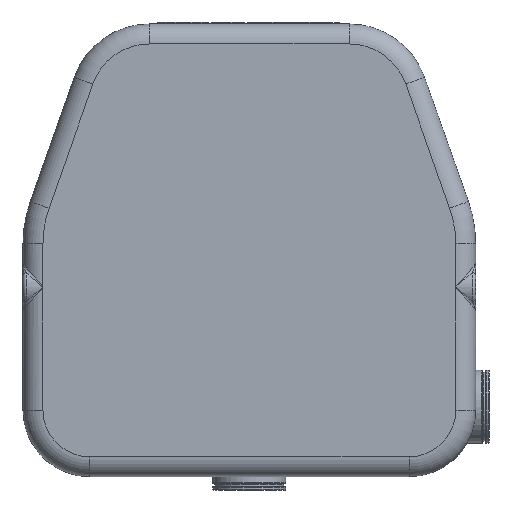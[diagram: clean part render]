
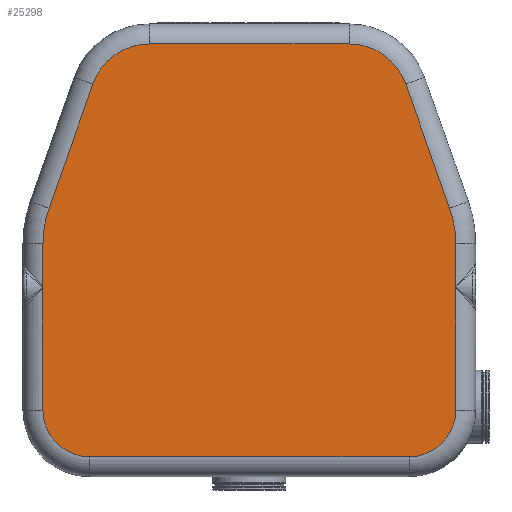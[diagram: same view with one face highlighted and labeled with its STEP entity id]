
A CAD part, front view. The second image highlights one B-rep face of the part: STEP entity #25298.
In plain terms, the highlighted planar face has unit normal (0, -1, 0).
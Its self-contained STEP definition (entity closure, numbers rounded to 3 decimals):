
#694 = CARTESIAN_POINT ( 'NONE',  ( -240., 0., -580. ) ) ;
#2558 = EDGE_CURVE ( 'NONE', #41973, #24883, #32403, .T. ) ;
#5057 = EDGE_CURVE ( 'NONE', #83192, #62547, #38115, .T. ) ;
#5307 = DIRECTION ( 'NONE',  ( 0., 0., 1. ) ) ;
#5428 = DIRECTION ( 'NONE',  ( 0., 0., -1. ) ) ;
#6267 = DIRECTION ( 'NONE',  ( 1., 0., 0. ) ) ;
#6436 = ORIENTED_EDGE ( 'NONE', *, *, #29201, .T. ) ;
#6581 = CARTESIAN_POINT ( 'NONE',  ( -310., 0., -330. ) ) ;
#8688 = AXIS2_PLACEMENT_3D ( 'NONE', #32066, #45481, #32919 ) ;
#10148 = VECTOR ( 'NONE', #6267, 1000. ) ;
#11666 = CARTESIAN_POINT ( 'NONE',  ( 240., 0., -580. ) ) ;
#11975 = CIRCLE ( 'NONE', #17584, 70. ) ;
#12094 = FACE_OUTER_BOUND ( 'NONE', #75512, .T. ) ;
#12193 = CARTESIAN_POINT ( 'NONE',  ( -310., 0., -580. ) ) ;
#12513 = ORIENTED_EDGE ( 'NONE', *, *, #36534, .T. ) ;
#12807 = CARTESIAN_POINT ( 'NONE',  ( 310., 0., -395. ) ) ;
#13122 = VECTOR ( 'NONE', #85301, 1000. ) ;
#13207 = VECTOR ( 'NONE', #5307, 1000. ) ;
#13779 = DIRECTION ( 'NONE',  ( 0., -1., 0. ) ) ;
#13818 = DIRECTION ( 'NONE',  ( 0., -1., 0. ) ) ;
#14266 = DIRECTION ( 'NONE',  ( 0., 0., 1. ) ) ;
#15001 = AXIS2_PLACEMENT_3D ( 'NONE', #694, #53532, #61326 ) ;
#15038 = VERTEX_POINT ( 'NONE', #79621 ) ;
#15370 = VERTEX_POINT ( 'NONE', #58272 ) ;
#16813 = EDGE_CURVE ( 'NONE', #15370, #41973, #43230, .T. ) ;
#17049 = CARTESIAN_POINT ( 'NONE',  ( 150., 0., -120. ) ) ;
#17463 = CARTESIAN_POINT ( 'NONE',  ( -310., 0., -395. ) ) ;
#17584 = AXIS2_PLACEMENT_3D ( 'NONE', #23841, #13818, #66259 ) ;
#17814 = AXIS2_PLACEMENT_3D ( 'NONE', #48387, #13779, #53621 ) ;
#19177 = ORIENTED_EDGE ( 'NONE', *, *, #5057, .T. ) ;
#19326 = ORIENTED_EDGE ( 'NONE', *, *, #52474, .T. ) ;
#19667 = AXIS2_PLACEMENT_3D ( 'NONE', #11666, #77090, #64531 ) ;
#20399 = CARTESIAN_POINT ( 'NONE',  ( 310., 0., -580. ) ) ;
#23703 = VECTOR ( 'NONE', #14266, 1000. ) ;
#23841 = CARTESIAN_POINT ( 'NONE',  ( 240., 0., -580. ) ) ;
#24883 = VERTEX_POINT ( 'NONE', #82638 ) ;
#25215 = CARTESIAN_POINT ( 'NONE',  ( 150., 0., -30. ) ) ;
#25298 = ADVANCED_FACE ( 'NONE', ( #12094 ), #50639, .T. ) ;
#26318 = VECTOR ( 'NONE', #38541, 1000. ) ;
#26350 = VERTEX_POINT ( 'NONE', #28694 ) ;
#28165 = CIRCLE ( 'NONE', #37813, 160. ) ;
#28517 = LINE ( 'NONE', #81827, #23703 ) ;
#28694 = CARTESIAN_POINT ( 'NONE',  ( -300.849, 0., -276.667 ) ) ;
#29201 = EDGE_CURVE ( 'NONE', #52670, #35591, #28517, .T. ) ;
#29911 = EDGE_CURVE ( 'NONE', #62547, #70855, #81479, .T. ) ;
#30205 = CIRCLE ( 'NONE', #15001, 70. ) ;
#30489 = CARTESIAN_POINT ( 'NONE',  ( -310., 0., -580. ) ) ;
#31402 = DIRECTION ( 'NONE',  ( 0., -1., 0. ) ) ;
#31406 = DIRECTION ( 'NONE',  ( -0.333, 0., -0.943 ) ) ;
#32066 = CARTESIAN_POINT ( 'NONE',  ( 150., 0., -330. ) ) ;
#32403 = LINE ( 'NONE', #39746, #13122 ) ;
#32620 = CARTESIAN_POINT ( 'NONE',  ( 300.849, 0., -276.667 ) ) ;
#32919 = DIRECTION ( 'NONE',  ( 0., 0., -1. ) ) ;
#34739 = EDGE_CURVE ( 'NONE', #24883, #83192, #49533, .T. ) ;
#35591 = VERTEX_POINT ( 'NONE', #12807 ) ;
#36534 = EDGE_CURVE ( 'NONE', #54577, #39501, #36990, .T. ) ;
#36990 = LINE ( 'NONE', #30489, #39995 ) ;
#37813 = AXIS2_PLACEMENT_3D ( 'NONE', #64781, #31402, #5428 ) ;
#38115 = LINE ( 'NONE', #81614, #26318 ) ;
#38175 = LINE ( 'NONE', #12193, #82875 ) ;
#38541 = DIRECTION ( 'NONE',  ( -1., 0., 0. ) ) ;
#39167 = CARTESIAN_POINT ( 'NONE',  ( 240., 0., -650. ) ) ;
#39501 = VERTEX_POINT ( 'NONE', #17463 ) ;
#39746 = CARTESIAN_POINT ( 'NONE',  ( 234.853, 0., -90. ) ) ;
#39936 = ORIENTED_EDGE ( 'NONE', *, *, #78736, .T. ) ;
#39995 = VECTOR ( 'NONE', #56947, 1000. ) ;
#41973 = VERTEX_POINT ( 'NONE', #32620 ) ;
#43230 = CIRCLE ( 'NONE', #8688, 160. ) ;
#43570 = ORIENTED_EDGE ( 'NONE', *, *, #16813, .T. ) ;
#45481 = DIRECTION ( 'NONE',  ( 0., -1., 0. ) ) ;
#46895 = ORIENTED_EDGE ( 'NONE', *, *, #71979, .T. ) ;
#48387 = CARTESIAN_POINT ( 'NONE',  ( -150., 0., -120. ) ) ;
#49533 = CIRCLE ( 'NONE', #81410, 90. ) ;
#50044 = ORIENTED_EDGE ( 'NONE', *, *, #34739, .T. ) ;
#50639 = PLANE ( 'NONE',  #19667 ) ;
#51764 = CARTESIAN_POINT ( 'NONE',  ( -300.849, 0., -276.667 ) ) ;
#52141 = CARTESIAN_POINT ( 'NONE',  ( 240., 0., -650. ) ) ;
#52474 = EDGE_CURVE ( 'NONE', #39501, #77178, #38175, .T. ) ;
#52670 = VERTEX_POINT ( 'NONE', #20399 ) ;
#52963 = EDGE_CURVE ( 'NONE', #77178, #15038, #30205, .T. ) ;
#53163 = ORIENTED_EDGE ( 'NONE', *, *, #29911, .T. ) ;
#53532 = DIRECTION ( 'NONE',  ( 0., -1., 0. ) ) ;
#53621 = DIRECTION ( 'NONE',  ( 0., 0., -1. ) ) ;
#54577 = VERTEX_POINT ( 'NONE', #6581 ) ;
#54930 = EDGE_CURVE ( 'NONE', #15038, #82741, #71285, .T. ) ;
#55131 = ORIENTED_EDGE ( 'NONE', *, *, #67064, .T. ) ;
#56947 = DIRECTION ( 'NONE',  ( 0., 0., -1. ) ) ;
#57212 = VECTOR ( 'NONE', #31406, 1000. ) ;
#58272 = CARTESIAN_POINT ( 'NONE',  ( 310., 0., -330. ) ) ;
#58996 = DIRECTION ( 'NONE',  ( 0., 0., -1. ) ) ;
#59515 = ORIENTED_EDGE ( 'NONE', *, *, #2558, .T. ) ;
#61326 = DIRECTION ( 'NONE',  ( 0., 0., -1. ) ) ;
#62547 = VERTEX_POINT ( 'NONE', #63583 ) ;
#62988 = DIRECTION ( 'NONE',  ( 0., 0., -1. ) ) ;
#63583 = CARTESIAN_POINT ( 'NONE',  ( -150., 0., -30. ) ) ;
#64531 = DIRECTION ( 'NONE',  ( 0., 0., -1. ) ) ;
#64781 = CARTESIAN_POINT ( 'NONE',  ( -150., 0., -330. ) ) ;
#66259 = DIRECTION ( 'NONE',  ( 0., 0., -1. ) ) ;
#67064 = EDGE_CURVE ( 'NONE', #70855, #26350, #84730, .T. ) ;
#69302 = CARTESIAN_POINT ( 'NONE',  ( -310., 0., -580. ) ) ;
#69434 = EDGE_CURVE ( 'NONE', #26350, #54577, #28165, .T. ) ;
#70855 = VERTEX_POINT ( 'NONE', #72283 ) ;
#71285 = LINE ( 'NONE', #39167, #10148 ) ;
#71979 = EDGE_CURVE ( 'NONE', #35591, #15370, #77665, .T. ) ;
#72283 = CARTESIAN_POINT ( 'NONE',  ( -234.853, 0., -90. ) ) ;
#72396 = ORIENTED_EDGE ( 'NONE', *, *, #52963, .T. ) ;
#72455 = CARTESIAN_POINT ( 'NONE',  ( 310., 0., -330. ) ) ;
#75512 = EDGE_LOOP ( 'NONE', ( #12513, #19326, #72396, #81533, #39936, #6436, #46895, #43570, #59515, #50044, #19177, #53163, #55131, #77495 ) ) ;
#77090 = DIRECTION ( 'NONE',  ( 0., -1., 0. ) ) ;
#77178 = VERTEX_POINT ( 'NONE', #69302 ) ;
#77495 = ORIENTED_EDGE ( 'NONE', *, *, #69434, .T. ) ;
#77665 = LINE ( 'NONE', #72455, #13207 ) ;
#78736 = EDGE_CURVE ( 'NONE', #82741, #52670, #11975, .T. ) ;
#79621 = CARTESIAN_POINT ( 'NONE',  ( -240., 0., -650. ) ) ;
#81410 = AXIS2_PLACEMENT_3D ( 'NONE', #17049, #84644, #62988 ) ;
#81479 = CIRCLE ( 'NONE', #17814, 90. ) ;
#81533 = ORIENTED_EDGE ( 'NONE', *, *, #54930, .T. ) ;
#81614 = CARTESIAN_POINT ( 'NONE',  ( -150., 0., -30. ) ) ;
#81827 = CARTESIAN_POINT ( 'NONE',  ( 310., 0., -330. ) ) ;
#82638 = CARTESIAN_POINT ( 'NONE',  ( 234.853, 0., -90. ) ) ;
#82741 = VERTEX_POINT ( 'NONE', #52141 ) ;
#82875 = VECTOR ( 'NONE', #58996, 1000. ) ;
#83192 = VERTEX_POINT ( 'NONE', #25215 ) ;
#84644 = DIRECTION ( 'NONE',  ( 0., -1., 0. ) ) ;
#84730 = LINE ( 'NONE', #51764, #57212 ) ;
#85301 = DIRECTION ( 'NONE',  ( -0.333, 0., 0.943 ) ) ;
